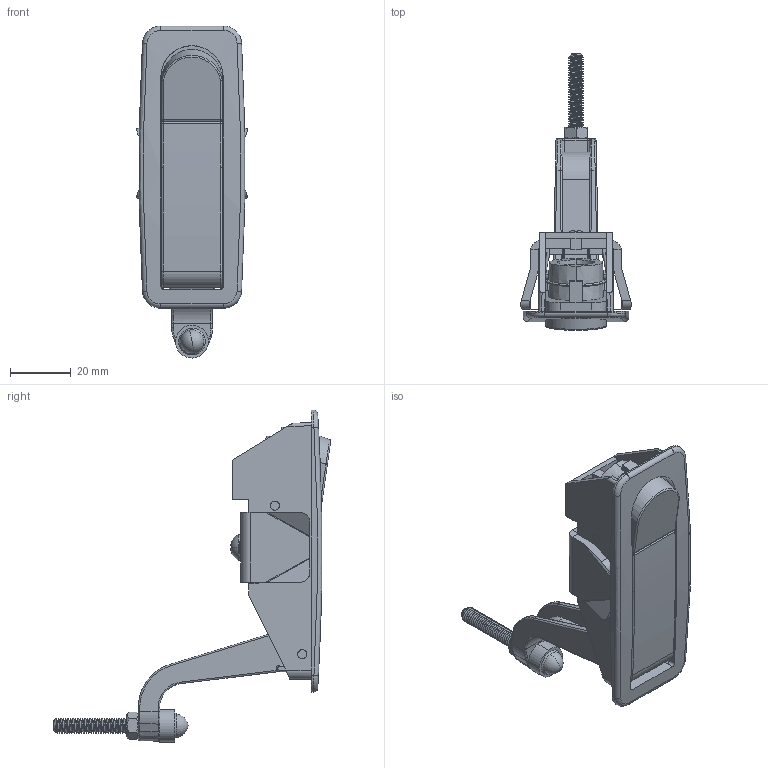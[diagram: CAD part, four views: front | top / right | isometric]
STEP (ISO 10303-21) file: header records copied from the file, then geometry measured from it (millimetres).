
FILE_DESCRIPTION (( 'STEP AP203' ), '1' );
FILE_NAME ('KP07.1.2.00.46.STEP', '2022-08-09T05:23:43', ( '' ), ( '' ), 'SwSTEP 2.0', 'SolidWorks 2021', '' );
FILE_SCHEMA (( 'CONFIG_CONTROL_DESIGN' ));
Length unit declared in the file: millimetre
Products named in the file (1): KP07.1.2.00.46
Bounding box: 36.47 x 91.33 x 109.4 mm (x, y, z)
Surface area: 26238.8 mm2 (no closed solid volume)
Topology: 0 solids, 15 shells, 377 faces, 1251 edges, 869 vertices
Faces by surface type: cylinder 190, plane 114, bspline 34, cone 19, torus 14, sphere 6
Entity records: 20479 total; most frequent: CARTESIAN_POINT 10660, ORIENTED_EDGE 2154, DIRECTION 1800, EDGE_CURVE 1249, VERTEX_POINT 869, AXIS2_PLACEMENT_3D 614, LINE 572, VECTOR 572
